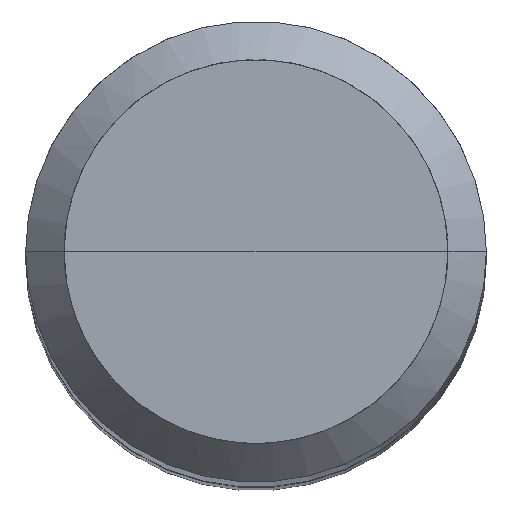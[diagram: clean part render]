
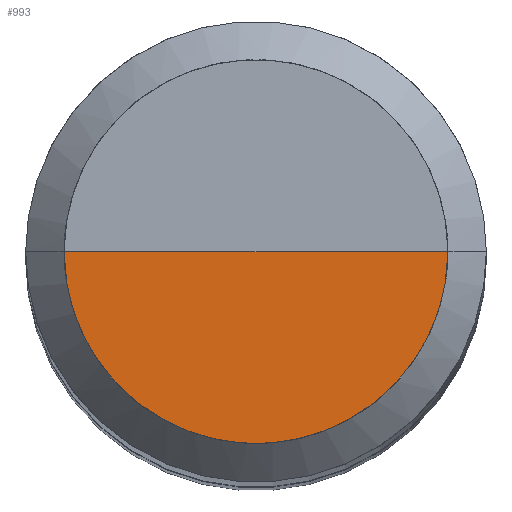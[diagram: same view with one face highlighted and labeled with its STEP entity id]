
A CAD part, top view. The second image highlights one B-rep face of the part: STEP entity #993.
In plain terms, the highlighted free-form (B-spline) face has degree [1, 2] with [2, 5] control points.
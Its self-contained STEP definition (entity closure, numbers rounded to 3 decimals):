
#639=CARTESIAN_POINT('',(2.5,0.0,36.0));
#643=CARTESIAN_POINT('',(-2.5,0.0,36.0));
#644=CARTESIAN_POINT('',(0.0,0.0,36.0));
#654=CARTESIAN_POINT('',(-2.5,-2.5,36.0));
#655=CARTESIAN_POINT('',(0.0,-2.5,36.0));
#656=CARTESIAN_POINT('',(2.5,-2.5,36.0));
#978=(
BOUNDED_SURFACE()
B_SPLINE_SURFACE(1,2,(
(#643,#654,#655,#656,#639),
(#644,#644,#644,#644,#644)
), .UNSPECIFIED.,.F.,.F.,.F.)
B_SPLINE_SURFACE_WITH_KNOTS((2,2),(3,2,3),(
0.0,1.0),(
0.0,0.5,1.0), .UNSPECIFIED.)
GEOMETRIC_REPRESENTATION_ITEM()
RATIONAL_B_SPLINE_SURFACE(((1.0,0.707,1.0,0.707,1.0),
(1.0,0.707,1.0,0.707,1.0)
))
REPRESENTATION_ITEM('')
SURFACE()
);
#979=(
BOUNDED_CURVE()
B_SPLINE_CURVE(2,(#639,#656,#655,#654,#643),.UNSPECIFIED.,.F.,.F.)
B_SPLINE_CURVE_WITH_KNOTS((3,2,3),
(0.0,0.5,1.0),.UNSPECIFIED.)
CURVE()
GEOMETRIC_REPRESENTATION_ITEM()
RATIONAL_B_SPLINE_CURVE((1.0,0.707,1.0,0.707,1.0))
REPRESENTATION_ITEM('')
);
#980=(
BOUNDED_CURVE()
B_SPLINE_CURVE(1,(#643,#644),.UNSPECIFIED.,.F.,.F.)
B_SPLINE_CURVE_WITH_KNOTS((2,2),
(0.0,1.0),.UNSPECIFIED.)
CURVE()
GEOMETRIC_REPRESENTATION_ITEM()
RATIONAL_B_SPLINE_CURVE((1.0,1.0))
REPRESENTATION_ITEM('')
);
#981=(
BOUNDED_CURVE()
B_SPLINE_CURVE(1,(#644,#639),.UNSPECIFIED.,.F.,.F.)
B_SPLINE_CURVE_WITH_KNOTS((2,2),
(0.0,1.0),.UNSPECIFIED.)
CURVE()
GEOMETRIC_REPRESENTATION_ITEM()
RATIONAL_B_SPLINE_CURVE((1.0,1.0))
REPRESENTATION_ITEM('')
);
#982=VERTEX_POINT('',#639);
#983=VERTEX_POINT('',#643);
#984=VERTEX_POINT('',#644);
#985=EDGE_CURVE('',#982,#983,#979,.T.);
#986=EDGE_CURVE('',#983,#984,#980,.T.);
#987=EDGE_CURVE('',#984,#982,#981,.T.);
#988=ORIENTED_EDGE('',*,*,#985,.T.);
#989=ORIENTED_EDGE('',*,*,#986,.T.);
#990=ORIENTED_EDGE('',*,*,#987,.T.);
#991=EDGE_LOOP('',(#988,#989,#990));
#992=FACE_OUTER_BOUND('',#991,.T.);
#993=ADVANCED_FACE('',(#992),#978,.T.);
